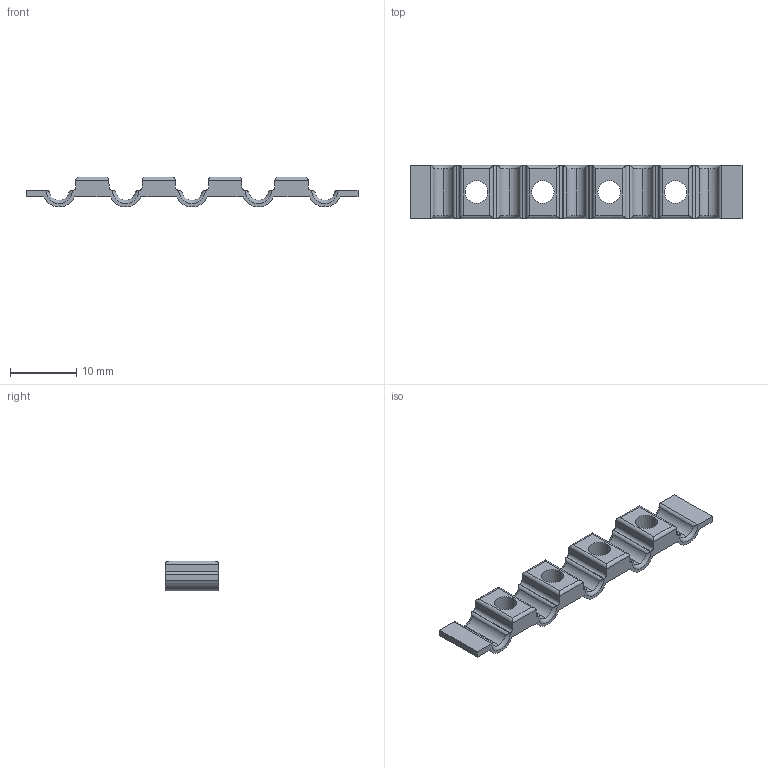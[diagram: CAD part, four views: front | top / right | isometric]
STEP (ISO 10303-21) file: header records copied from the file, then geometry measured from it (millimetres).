
FILE_DESCRIPTION (( 'STEP AP214' ), '1' );
FILE_NAME ('2021-01_0 - CABLES FLEXTURE.STEP', '2021-03-14T11:12:51', ( '' ), ( '' ), 'SwSTEP 2.0', 'SolidWorks 2018', '' );
FILE_SCHEMA (( 'AUTOMOTIVE_DESIGN' ));
Length unit declared in the file: millimetre
Products named in the file (1): 2021-01_0 - CABLES FLEXTURE
Bounding box: 50 x 8 x 4.5 mm (x, y, z)
Volume: 660.5 mm3; surface area: 1252.2 mm2
Topology: 1 solids, 1 shells, 104 faces, 274 edges, 172 vertices
Faces by surface type: cylinder 62, plane 32, torus 10
Entity records: 3354 total; most frequent: CARTESIAN_POINT 739, DIRECTION 550, ORIENTED_EDGE 548, EDGE_CURVE 274, AXIS2_PLACEMENT_3D 207, VERTEX_POINT 172, VECTOR 136, LINE 136
